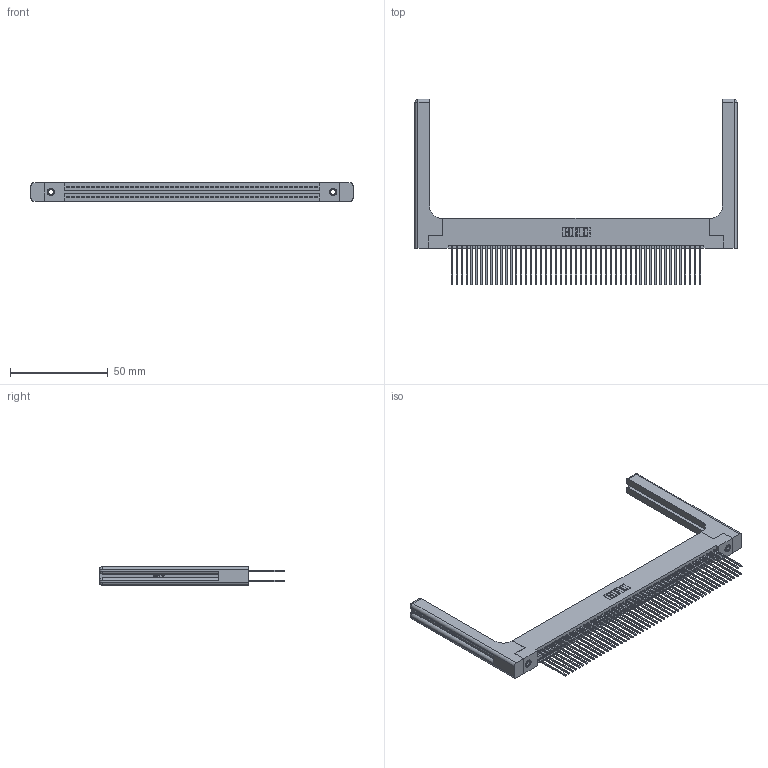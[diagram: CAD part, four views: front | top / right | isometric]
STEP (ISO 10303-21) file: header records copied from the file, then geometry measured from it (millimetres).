
FILE_DESCRIPTION (( 'STEP AP203' ), '1' );
FILE_NAME ('395-102-541-258.STEP', '2019-10-26T18:14:36', ( '' ), ( '' ), 'SwSTEP 2.0', 'SolidWorks 2016', '' );
FILE_SCHEMA (( 'CONFIG_CONTROL_DESIGN' ));
Length unit declared in the file: inch
Products named in the file (5): 345 Part_Flush Mounting Lugs - 0.156 Dia-TH; 345-292-001_345-293-141; 345-250-001_345-250-001-102; 345-220-058_345-220-058; 395-102-541-258
Assembly tree (107 placements, depth 2):
  395-102-541-258
    345 Part_Flush Mounting Lugs - 0.156 Dia-TH
    345-292-001_345-293-141  x102
    345-250-001_345-250-001-102  x2
    345-220-058_345-220-058  x2
Bounding box: 164.57 x 94.92 x 9.4 mm (x, y, z)
Volume: 25130 mm3; surface area: 32602.8 mm2
Topology: 107 solids, 107 shells, 5482 faces, 16205 edges, 10646 vertices
Faces by surface type: plane 3594, cylinder 1828, bspline 36, cone 12, sphere 8, torus 4
Entity records: 44004 total; most frequent: CARTESIAN_POINT 8361, ORIENTED_EDGE 7092, DIRECTION 6294, EDGE_CURVE 3546, VECTOR 3118, LINE 3118, VERTEX_POINT 2354, AXIS2_PLACEMENT_3D 1588
